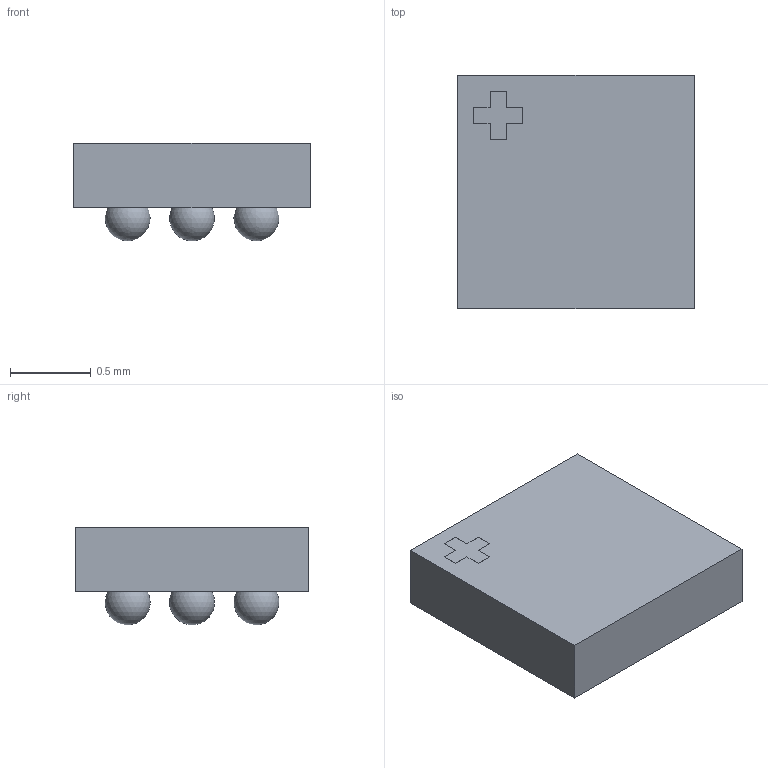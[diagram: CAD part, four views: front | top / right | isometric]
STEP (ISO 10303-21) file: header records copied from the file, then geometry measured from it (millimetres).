
FILE_DESCRIPTION(/* description */ (''),/* implementation_level */ '2;1');
FILE_NAME(/* name */ 'WLCSP-9_1.21x1.22mm_P0.4mm.step',/* time_stamp */ '2024-08-19T01:03:40+02:00',/* author */ (''),/* organization */ (''),/* preprocessor_version */ 'ST-DEVELOPER v20',/* originating_system */ 'Autodesk Translation Framework v13.14.0.145',/* authorisation */ '');
FILE_SCHEMA (('AUTOMOTIVE_DESIGN { 1 0 10303 214 3 1 1 }'));
Length unit declared in the file: millimetre
Products named in the file (1): WLCSP-9_1.21x1.22mm_P0.4mm
Bounding box: 1.47 x 1.45 x 0.61 mm (x, y, z)
Volume: 0.9 mm3; surface area: 7.8 mm2
Topology: 1 solids, 1 shells, 28 faces, 75 edges, 50 vertices
Faces by surface type: plane 19, sphere 9
Entity records: 894 total; most frequent: CARTESIAN_POINT 145, DIRECTION 142, ORIENTED_EDGE 132, EDGE_CURVE 66, VERTEX_POINT 50, LINE 48, VECTOR 48, AXIS2_PLACEMENT_3D 47
